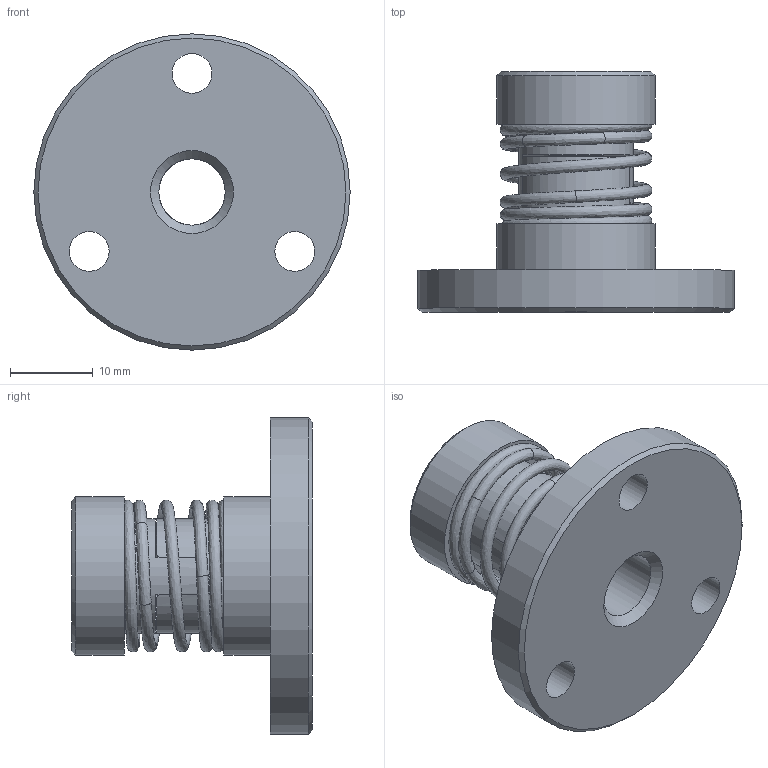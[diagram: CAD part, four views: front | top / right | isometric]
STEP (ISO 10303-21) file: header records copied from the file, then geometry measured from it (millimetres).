
FILE_DESCRIPTION(/* description */ (''),/* implementation_level */ '2;1');
FILE_NAME(/* name */ '零件1.stp',/* time_stamp */ '2021-11-05T09:08:42+08:00',/* author */ ('tao.xu'),/* organization */ (''),/* preprocessor_version */ 'ST-DEVELOPER v18',/* originating_system */ 'Autodesk Inventor 2020',/* authorisation */ '');
FILE_SCHEMA (('CONFIG_CONTROL_DESIGN'));
Length unit declared in the file: millimetre
Products named in the file (1): 零件1
Bounding box: 38.1 x 29 x 38.1 mm (x, y, z)
Volume: 9588.1 mm3; surface area: 6359.1 mm2
Topology: 1 solids, 1 shells, 64 faces, 184 edges, 117 vertices
Faces by surface type: plane 31, cylinder 18, bspline 11, cone 4
Full cylindrical faces by diameter (mm): 4.8 x3, 8 x2, 13.76 x2, 19.05 x2, 38.1 x1
Entity records: 3580 total; most frequent: CARTESIAN_POINT 1781, ORIENTED_EDGE 368, DIRECTION 340, EDGE_CURVE 184, AXIS2_PLACEMENT_3D 134, VERTEX_POINT 117, EDGE_LOOP 77, LINE 72
